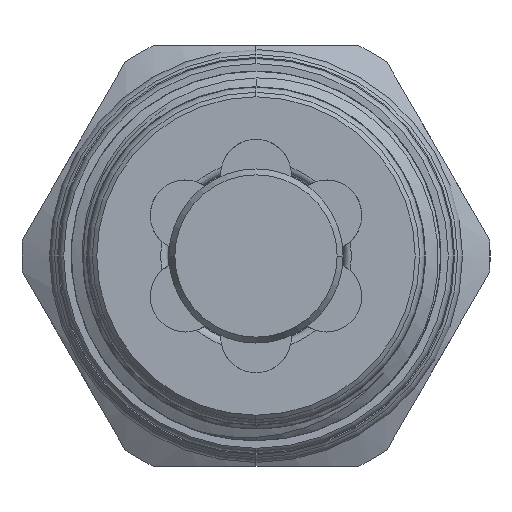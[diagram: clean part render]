
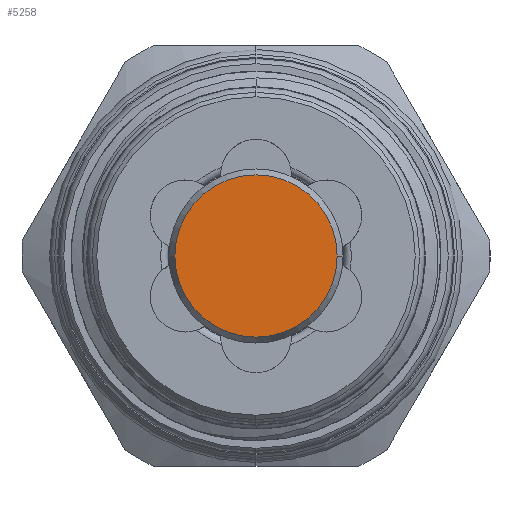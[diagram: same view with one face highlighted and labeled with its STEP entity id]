
A CAD part, left-side view. The second image highlights one B-rep face of the part: STEP entity #5258.
In plain terms, the highlighted planar face has unit normal (-1, 0, 0).
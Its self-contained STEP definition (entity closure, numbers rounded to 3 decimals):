
#281 = DIRECTION ( 'NONE',  ( 0., 1., 0. ) ) ;
#282 = DIRECTION ( 'NONE',  ( -1., 0., 0. ) ) ;
#283 = CARTESIAN_POINT ( 'NONE',  ( -85.261, -0.056, 0. ) ) ;
#457 = EDGE_CURVE ( 'NONE', #10571, #10203, #10039, .T. ) ;
#968 = EDGE_CURVE ( 'NONE', #10203, #10571, #6201, .T. ) ;
#1042 = AXIS2_PLACEMENT_3D ( 'NONE', #9169, #9168, #9174 ) ;
#4299 = AXIS2_PLACEMENT_3D ( 'NONE', #11313, #11317, #11318 ) ;
#4348 = CARTESIAN_POINT ( 'NONE',  ( -85.261, 5.455, 0. ) ) ;
#4379 = AXIS2_PLACEMENT_3D ( 'NONE', #283, #282, #281 ) ;
#4690 = CARTESIAN_POINT ( 'NONE',  ( -85.261, -5.566, 0. ) ) ;
#5258 = ADVANCED_FACE ( 'NONE', ( #6351 ), #11311, .T. ) ;
#6201 = CIRCLE ( 'NONE', #4379, 5.511 ) ;
#6351 = FACE_OUTER_BOUND ( 'NONE', #10209, .T. ) ;
#7703 = ORIENTED_EDGE ( 'NONE', *, *, #968, .T. ) ;
#7870 = ORIENTED_EDGE ( 'NONE', *, *, #457, .T. ) ;
#9168 = DIRECTION ( 'NONE',  ( -1., 0., 0. ) ) ;
#9169 = CARTESIAN_POINT ( 'NONE',  ( -85.261, -0.056, 0. ) ) ;
#9174 = DIRECTION ( 'NONE',  ( 0., 1., 0. ) ) ;
#10039 = CIRCLE ( 'NONE', #1042, 5.511 ) ;
#10203 = VERTEX_POINT ( 'NONE', #4348 ) ;
#10209 = EDGE_LOOP ( 'NONE', ( #7870, #7703 ) ) ;
#10571 = VERTEX_POINT ( 'NONE', #4690 ) ;
#11311 = PLANE ( 'NONE',  #4299 ) ;
#11313 = CARTESIAN_POINT ( 'NONE',  ( -85.261, -0.056, 0. ) ) ;
#11317 = DIRECTION ( 'NONE',  ( -1., 0., 0. ) ) ;
#11318 = DIRECTION ( 'NONE',  ( 0., 1., 0. ) ) ;
